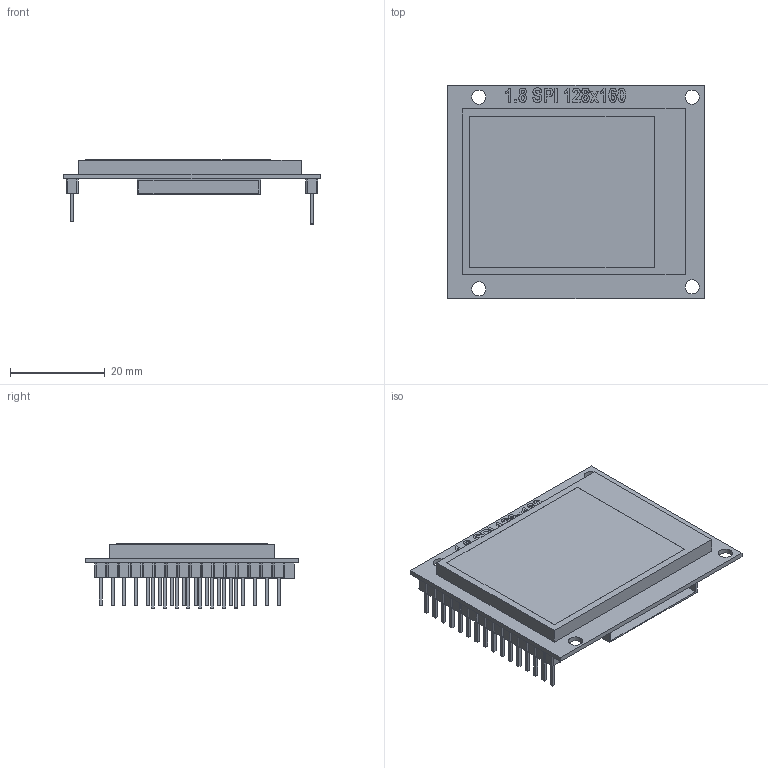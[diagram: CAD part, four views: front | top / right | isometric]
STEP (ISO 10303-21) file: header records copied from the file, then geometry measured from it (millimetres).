
FILE_DESCRIPTION (( 'STEP AP214' ), '1' );
FILE_NAME ('01_SPI 1.8TFT.STEP', '2017-05-08T08:23:24', ( '' ), ( '' ), 'SwSTEP 2.0', 'SolidWorks 2017', '' );
FILE_SCHEMA (( 'AUTOMOTIVE_DESIGN' ));
Length unit declared in the file: millimetre
Products named in the file (1): 01_SPI 1.8TFT
Bounding box: 54 x 45 x 13.51 mm (x, y, z)
Volume: 8901.6 mm3; surface area: 8947.2 mm2
Topology: 34 solids, 34 shells, 652 faces, 1627 edges, 1082 vertices
Faces by surface type: plane 399, cylinder 168, bspline 85
Entity records: 29796 total; most frequent: CARTESIAN_POINT 8271, ORIENTED_EDGE 3254, DIRECTION 2905, EDGE_CURVE 1627, VECTOR 1129, LINE 1129, VERTEX_POINT 1082, AXIS2_PLACEMENT_3D 888
